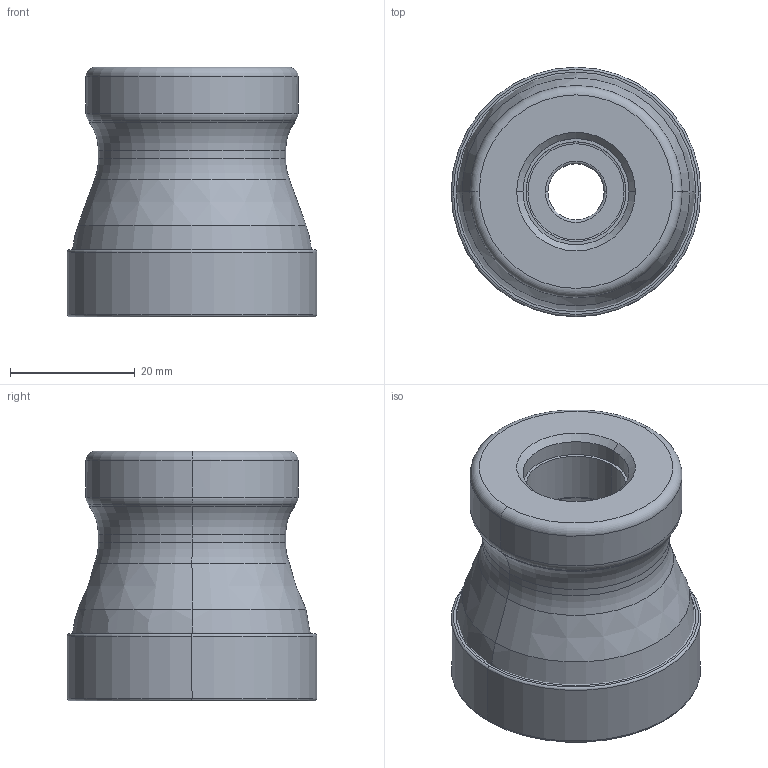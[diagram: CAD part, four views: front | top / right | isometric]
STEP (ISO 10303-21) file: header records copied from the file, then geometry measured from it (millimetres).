
FILE_DESCRIPTION(/* description */ (''),/* implementation_level */ '2;1');
FILE_NAME(/* name */ 'APX3000-040A06RA_MR0_4.stp',/* time_stamp */ '2021-09-08T11:48:45+09:00',/* author */ (''),/* organization */ (''),/* preprocessor_version */ 'ST-DEVELOPER v16',/* originating_system */ 'SIEMENS PLM Software NX 10.0',/* authorisation */ '');
FILE_SCHEMA (('AUTOMOTIVE_DESIGN { 1 0 10303 214 3 1 1 1 }'));
Length unit declared in the file: millimetre
Products named in the file (1): APX3000-040A06RA_MR0_4_ASM
Bounding box: 40 x 40 x 40 mm (x, y, z)
Volume: 38135.1 mm3; surface area: 11475.5 mm2
Topology: 2 solids, 2 shells, 92 faces, 239 edges, 173 vertices
Faces by surface type: torus 42, cone 22, cylinder 18, plane 8, bspline 2
Entity records: 3143 total; most frequent: DIRECTION 635, CARTESIAN_POINT 560, ORIENTED_EDGE 448, AXIS2_PLACEMENT_3D 295, EDGE_CURVE 224, CIRCLE 194, VERTEX_POINT 140, EDGE_LOOP 100
